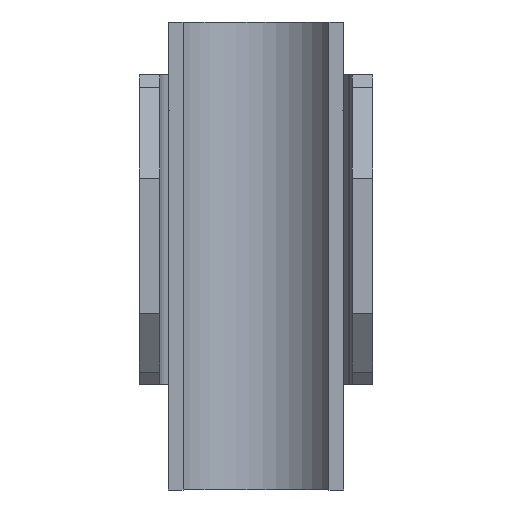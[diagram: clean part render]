
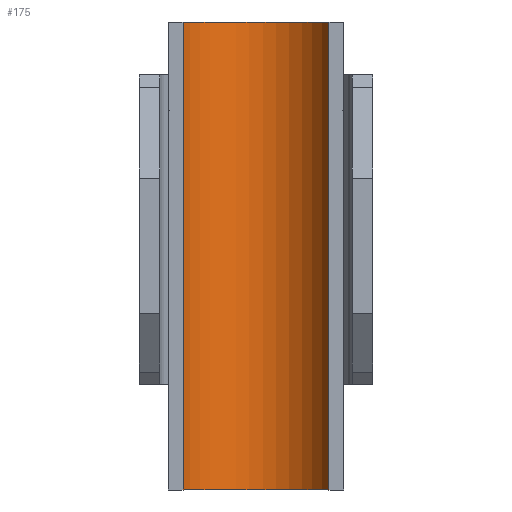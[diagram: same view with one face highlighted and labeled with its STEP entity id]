
A CAD part, front view. The second image highlights one B-rep face of the part: STEP entity #175.
In plain terms, the highlighted cylindrical face has radius 6 mm (diameter 12 mm), a partial arc.
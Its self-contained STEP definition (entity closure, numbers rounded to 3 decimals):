
#70 = ORIENTED_EDGE ( 'NONE', *, *, #3889, .T. ) ;
#87 = VECTOR ( 'NONE', #958, 1000. ) ;
#175 = ADVANCED_FACE ( 'NONE', ( #2267 ), #3753, .F. ) ;
#787 = EDGE_CURVE ( 'NONE', #6066, #5345, #5372, .T. ) ;
#913 = LINE ( 'NONE', #3933, #3177 ) ;
#939 = AXIS2_PLACEMENT_3D ( 'NONE', #1476, #8360, #7560 ) ;
#958 = DIRECTION ( 'NONE',  ( 0., 0., -1. ) ) ;
#1084 = CARTESIAN_POINT ( 'NONE',  ( 5.307, -3.2, -17. ) ) ;
#1105 = VERTEX_POINT ( 'NONE', #4816 ) ;
#1450 = ORIENTED_EDGE ( 'NONE', *, *, #787, .F. ) ;
#1476 = CARTESIAN_POINT ( 'NONE',  ( 0., -6., 17. ) ) ;
#1546 = AXIS2_PLACEMENT_3D ( 'NONE', #5733, #6556, #2007 ) ;
#2007 = DIRECTION ( 'NONE',  ( 1., 0., 0. ) ) ;
#2267 = FACE_OUTER_BOUND ( 'NONE', #6042, .T. ) ;
#3085 = CARTESIAN_POINT ( 'NONE',  ( -5.307, -3.2, 17. ) ) ;
#3177 = VECTOR ( 'NONE', #4714, 1000. ) ;
#3753 = CYLINDRICAL_SURFACE ( 'NONE', #939, 6. ) ;
#3889 = EDGE_CURVE ( 'NONE', #1105, #7579, #6136, .T. ) ;
#3933 = CARTESIAN_POINT ( 'NONE',  ( -5.307, -3.2, 17. ) ) ;
#4663 = CARTESIAN_POINT ( 'NONE',  ( 5.307, -3.2, 17. ) ) ;
#4714 = DIRECTION ( 'NONE',  ( 0., 0., -1. ) ) ;
#4816 = CARTESIAN_POINT ( 'NONE',  ( -5.307, -3.2, -17. ) ) ;
#5345 = VERTEX_POINT ( 'NONE', #9584 ) ;
#5372 = CIRCLE ( 'NONE', #8830, 6. ) ;
#5558 = EDGE_CURVE ( 'NONE', #5345, #7579, #7732, .T. ) ;
#5733 = CARTESIAN_POINT ( 'NONE',  ( 0., -6., -17. ) ) ;
#6042 = EDGE_LOOP ( 'NONE', ( #70, #7018, #1450, #8029 ) ) ;
#6066 = VERTEX_POINT ( 'NONE', #3085 ) ;
#6136 = CIRCLE ( 'NONE', #1546, 6. ) ;
#6369 = DIRECTION ( 'NONE',  ( 0., 0., -1. ) ) ;
#6556 = DIRECTION ( 'NONE',  ( 0., 0., -1. ) ) ;
#7018 = ORIENTED_EDGE ( 'NONE', *, *, #5558, .F. ) ;
#7560 = DIRECTION ( 'NONE',  ( -1., 0., 0. ) ) ;
#7579 = VERTEX_POINT ( 'NONE', #1084 ) ;
#7732 = LINE ( 'NONE', #4663, #87 ) ;
#7953 = CARTESIAN_POINT ( 'NONE',  ( 0., -6., 17. ) ) ;
#8029 = ORIENTED_EDGE ( 'NONE', *, *, #9253, .T. ) ;
#8360 = DIRECTION ( 'NONE',  ( 0., 0., -1. ) ) ;
#8830 = AXIS2_PLACEMENT_3D ( 'NONE', #7953, #6369, #9399 ) ;
#9253 = EDGE_CURVE ( 'NONE', #6066, #1105, #913, .T. ) ;
#9399 = DIRECTION ( 'NONE',  ( 1., 0., 0. ) ) ;
#9584 = CARTESIAN_POINT ( 'NONE',  ( 5.307, -3.2, 17. ) ) ;
